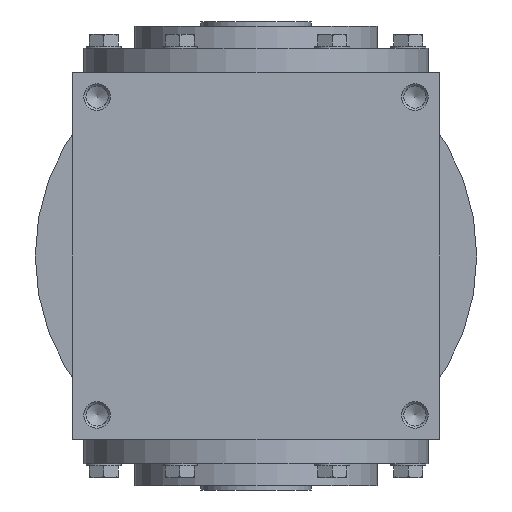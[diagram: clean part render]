
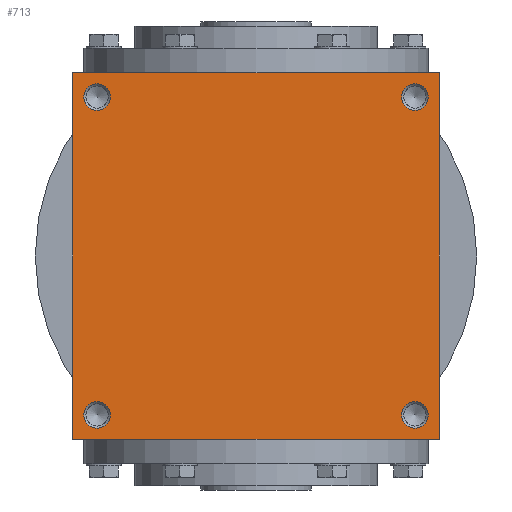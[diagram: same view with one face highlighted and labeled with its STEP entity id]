
A CAD part, left-side view. The second image highlights one B-rep face of the part: STEP entity #713.
In plain terms, the highlighted face is planar.
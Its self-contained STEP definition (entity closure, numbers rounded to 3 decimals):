
#713 = ADVANCED_FACE( '', ( #1459, #1460, #1461, #1462, #1463 ), #1464, .F. );
#1459 = FACE_BOUND( '', #2311, .T. );
#1460 = FACE_BOUND( '', #2312, .T. );
#1461 = FACE_BOUND( '', #2313, .T. );
#1462 = FACE_BOUND( '', #2314, .T. );
#1463 = FACE_OUTER_BOUND( '', #2315, .T. );
#1464 = PLANE( '', #2316 );
#2311 = EDGE_LOOP( '', ( #3653 ) );
#2312 = EDGE_LOOP( '', ( #3654 ) );
#2313 = EDGE_LOOP( '', ( #3655 ) );
#2314 = EDGE_LOOP( '', ( #3656 ) );
#2315 = EDGE_LOOP( '', ( #3657, #3658, #3659, #3660 ) );
#2316 = AXIS2_PLACEMENT_3D( '', #3661, #3662, #3663 );
#3653 = ORIENTED_EDGE( '', *, *, #4951, .F. );
#3654 = ORIENTED_EDGE( '', *, *, #4968, .T. );
#3655 = ORIENTED_EDGE( '', *, *, #4632, .F. );
#3656 = ORIENTED_EDGE( '', *, *, #4537, .T. );
#3657 = ORIENTED_EDGE( '', *, *, #4969, .F. );
#3658 = ORIENTED_EDGE( '', *, *, #4908, .F. );
#3659 = ORIENTED_EDGE( '', *, *, #4970, .F. );
#3660 = ORIENTED_EDGE( '', *, *, #4832, .F. );
#3661 = CARTESIAN_POINT( '', ( 0., 0., -83. ) );
#3662 = DIRECTION( '', ( 0., 0., 1. ) );
#3663 = DIRECTION( '', ( 1., 0., 0. ) );
#4537 = EDGE_CURVE( '', #5252, #5252, #5253, .T. );
#4632 = EDGE_CURVE( '', #5403, #5403, #5404, .T. );
#4832 = EDGE_CURVE( '', #5726, #5727, #5728, .T. );
#4908 = EDGE_CURVE( '', #5838, #5839, #5840, .T. );
#4951 = EDGE_CURVE( '', #5896, #5896, #5897, .T. );
#4968 = EDGE_CURVE( '', #5917, #5917, #5918, .T. );
#4969 = EDGE_CURVE( '', #5839, #5726, #5919, .T. );
#4970 = EDGE_CURVE( '', #5727, #5838, #5920, .T. );
#5252 = VERTEX_POINT( '', #6255 );
#5253 = CIRCLE( '', #6256, 6. );
#5403 = VERTEX_POINT( '', #6441 );
#5404 = CIRCLE( '', #6442, 6. );
#5726 = VERTEX_POINT( '', #6866 );
#5727 = VERTEX_POINT( '', #6867 );
#5728 = LINE( '', #6868, #6869 );
#5838 = VERTEX_POINT( '', #7016 );
#5839 = VERTEX_POINT( '', #7017 );
#5840 = LINE( '', #7018, #7019 );
#5896 = VERTEX_POINT( '', #7087 );
#5897 = CIRCLE( '', #7088, 6. );
#5917 = VERTEX_POINT( '', #7120 );
#5918 = CIRCLE( '', #7121, 6. );
#5919 = LINE( '', #7122, #7123 );
#5920 = LINE( '', #7124, #7125 );
#6255 = CARTESIAN_POINT( '', ( 78., -72., -83. ) );
#6256 = AXIS2_PLACEMENT_3D( '', #7510, #7511, #7512 );
#6441 = CARTESIAN_POINT( '', ( -78., -72., -83. ) );
#6442 = AXIS2_PLACEMENT_3D( '', #7647, #7648, #7649 );
#6866 = CARTESIAN_POINT( '', ( -83., -83., -83. ) );
#6867 = CARTESIAN_POINT( '', ( 83., -83., -83. ) );
#6868 = CARTESIAN_POINT( '', ( -83., -83., -83. ) );
#6869 = VECTOR( '', #7969, 1000. );
#7016 = CARTESIAN_POINT( '', ( 83., 83., -83. ) );
#7017 = CARTESIAN_POINT( '', ( -83., 83., -83. ) );
#7018 = CARTESIAN_POINT( '', ( 83., 83., -83. ) );
#7019 = VECTOR( '', #8084, 1000. );
#7087 = CARTESIAN_POINT( '', ( -78., 72., -83. ) );
#7088 = AXIS2_PLACEMENT_3D( '', #8145, #8146, #8147 );
#7120 = CARTESIAN_POINT( '', ( 78., 72., -83. ) );
#7121 = AXIS2_PLACEMENT_3D( '', #8166, #8167, #8168 );
#7122 = CARTESIAN_POINT( '', ( -83., 83., -83. ) );
#7123 = VECTOR( '', #8169, 1000. );
#7124 = CARTESIAN_POINT( '', ( 83., -83., -83. ) );
#7125 = VECTOR( '', #8170, 1000. );
#7510 = CARTESIAN_POINT( '', ( 72., -72., -83. ) );
#7511 = DIRECTION( '', ( 0., 0., 1. ) );
#7512 = DIRECTION( '', ( 1., 0., 0. ) );
#7647 = CARTESIAN_POINT( '', ( -72., -72., -83. ) );
#7648 = DIRECTION( '', ( 0., 0., -1. ) );
#7649 = DIRECTION( '', ( -1., 0., 0. ) );
#7969 = DIRECTION( '', ( 1., 0., 0. ) );
#8084 = DIRECTION( '', ( -1., 0., 0. ) );
#8145 = CARTESIAN_POINT( '', ( -72., 72., -83. ) );
#8146 = DIRECTION( '', ( 0., 0., -1. ) );
#8147 = DIRECTION( '', ( -1., 0., 0. ) );
#8166 = CARTESIAN_POINT( '', ( 72., 72., -83. ) );
#8167 = DIRECTION( '', ( 0., 0., 1. ) );
#8168 = DIRECTION( '', ( 1., 0., 0. ) );
#8169 = DIRECTION( '', ( 0., -1., 0. ) );
#8170 = DIRECTION( '', ( 0., 1., 0. ) );
